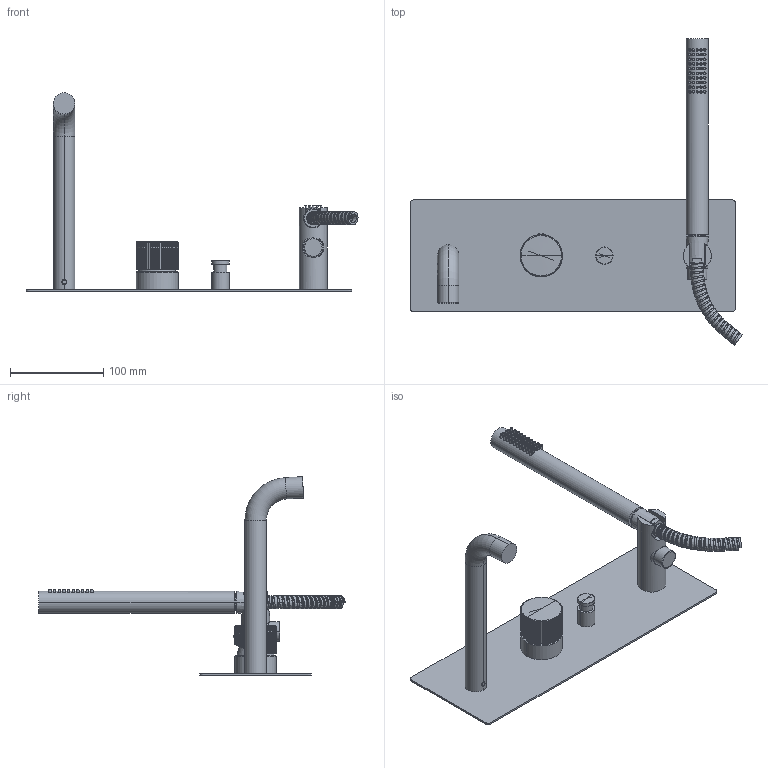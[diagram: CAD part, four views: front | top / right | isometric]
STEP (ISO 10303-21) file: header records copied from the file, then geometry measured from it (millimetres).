
FILE_DESCRIPTION((''),'2;1');
FILE_NAME('JO001CR','2021-02-02T14:16:32',('ut3'),('PAFFONI SpA'),'CREO PARAMETRIC BY PTC INC, 2020044','CREO PARAMETRIC BY PTC INC, 2020044','');
FILE_SCHEMA(('CONFIG_CONTROL_DESIGN','SHAPE_APPEARANCE_LAYERS_GROUPS'));
Products named in the file (1): JO001CR
Bounding box: 356.89 x 329.3 x 213.48 mm (x, y, z)
Volume: 419445.5 mm3; surface area: 159813.5 mm2
Topology: 21 solids, 21 shells, 548 faces, 1312 edges, 845 vertices
Faces by surface type: plane 246, cone 126, cylinder 114, bspline 52, torus 8, sphere 2
Entity records: 49399 total; most frequent: CARTESIAN_POINT 33320, ORIENTED_EDGE 2602, DIRECTION 2331, EDGE_CURVE 1301, AXIS2_PLACEMENT_3D 881, VERTEX_POINT 843, EDGE_LOOP 594, VECTOR 569
